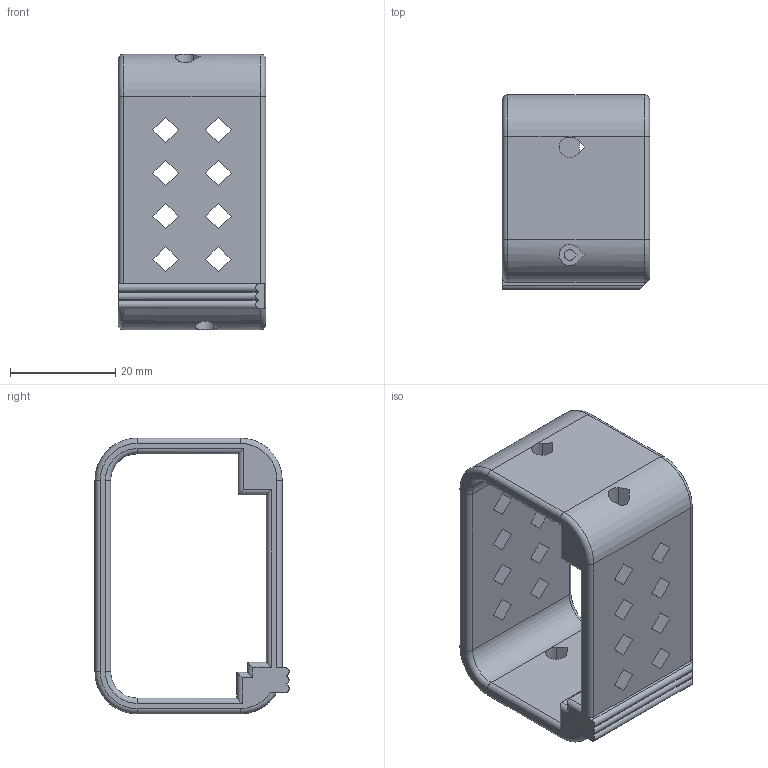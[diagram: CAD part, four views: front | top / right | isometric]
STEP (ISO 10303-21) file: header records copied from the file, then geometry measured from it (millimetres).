
FILE_DESCRIPTION(/* description */ ('','CAx-IF Rec.Pracs.---Representation and Presentation of Product Manufacturing Information (PMI)---4.0---2014-10-13'),/* implementation_level */ '2;1');
FILE_NAME(/* name */ 'SO_ARM100_08k v1.step',/* time_stamp */ '2025-01-27T14:26:29+01:00',/* author */ (''),/* organization */ (''),/* preprocessor_version */ 'ST-DEVELOPER v20',/* originating_system */ 'Autodesk Translation Framework v13.20.0.188',/* authorisation */ '');
FILE_SCHEMA (('AP242_MANAGED_MODEL_BASED_3D_ENGINEERING_MIM_LF { 1 0 10303 442 1 1 4 }'));
Length unit declared in the file: millimetre
Products named in the file (1): SO_ARM100_08k
Bounding box: 28 x 36.9 x 52.4 mm (x, y, z)
Volume: 13825.8 mm3; surface area: 10085 mm2
Topology: 1 solids, 1 shells, 155 faces, 427 edges, 272 vertices
Faces by surface type: plane 100, cylinder 43, torus 12
Entity records: 5075 total; most frequent: CARTESIAN_POINT 958, ORIENTED_EDGE 854, DIRECTION 825, EDGE_CURVE 427, LINE 325, VECTOR 325, VERTEX_POINT 272, AXIS2_PLACEMENT_3D 250
